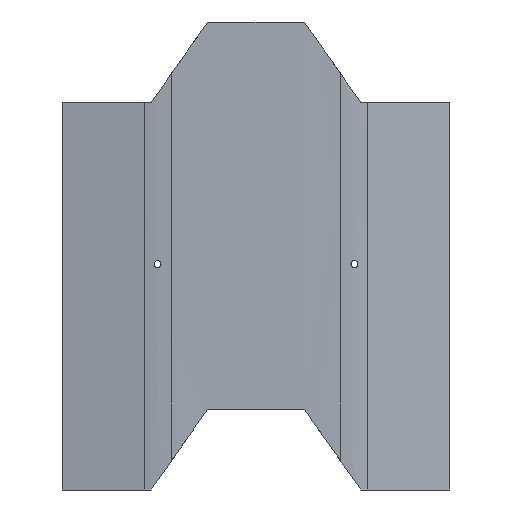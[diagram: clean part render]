
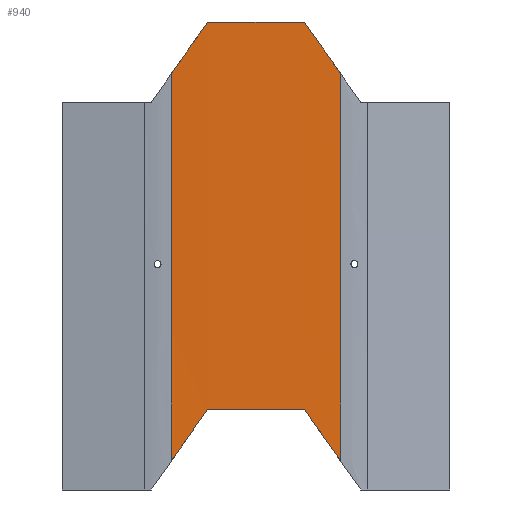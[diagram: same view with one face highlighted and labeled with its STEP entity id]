
A CAD part, front view. The second image highlights one B-rep face of the part: STEP entity #940.
In plain terms, the highlighted cylindrical face has radius 30000 mm (diameter 60000 mm), a partial arc.
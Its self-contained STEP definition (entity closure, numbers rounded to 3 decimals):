
#25=CYLINDRICAL_SURFACE('',#1035,30000.);
#40=ELLIPSE('',#1007,36623.238,30000.);
#42=ELLIPSE('',#1013,36623.238,30000.);
#43=ELLIPSE('',#1037,36623.238,30000.);
#44=ELLIPSE('',#1038,36623.238,30000.);
#70=CIRCLE('',#1034,30000.);
#71=CIRCLE('',#1036,30000.);
#108=FACE_OUTER_BOUND('',#167,.T.);
#167=EDGE_LOOP('',(#702,#703,#704,#705,#706,#707,#708,#709));
#220=LINE('',#1425,#294);
#238=LINE('',#1618,#312);
#294=VECTOR('',#1125,10.);
#312=VECTOR('',#1201,10.);
#393=VERTEX_POINT('',#1410);
#394=VERTEX_POINT('',#1412);
#396=VERTEX_POINT('',#1423);
#404=VERTEX_POINT('',#1446);
#425=VERTEX_POINT('',#1564);
#428=VERTEX_POINT('',#1613);
#429=VERTEX_POINT('',#1615);
#430=VERTEX_POINT('',#1617);
#488=EDGE_CURVE('',#394,#393,#40,.T.);
#492=EDGE_CURVE('',#393,#396,#220,.T.);
#501=EDGE_CURVE('',#396,#404,#42,.T.);
#531=EDGE_CURVE('',#394,#425,#70,.T.);
#535=EDGE_CURVE('',#428,#404,#71,.T.);
#536=EDGE_CURVE('',#428,#429,#43,.T.);
#537=EDGE_CURVE('',#429,#430,#238,.T.);
#538=EDGE_CURVE('',#430,#425,#44,.T.);
#702=ORIENTED_EDGE('',*,*,#488,.T.);
#703=ORIENTED_EDGE('',*,*,#492,.T.);
#704=ORIENTED_EDGE('',*,*,#501,.T.);
#705=ORIENTED_EDGE('',*,*,#535,.F.);
#706=ORIENTED_EDGE('',*,*,#536,.T.);
#707=ORIENTED_EDGE('',*,*,#537,.T.);
#708=ORIENTED_EDGE('',*,*,#538,.T.);
#709=ORIENTED_EDGE('',*,*,#531,.F.);
#940=ADVANCED_FACE('',(#108),#25,.F.);
#1007=AXIS2_PLACEMENT_3D('',#1413,#1119,#1120);
#1013=AXIS2_PLACEMENT_3D('',#1453,#1137,#1138);
#1034=AXIS2_PLACEMENT_3D('',#1565,#1193,#1194);
#1035=AXIS2_PLACEMENT_3D('',#1612,#1195,#1196);
#1036=AXIS2_PLACEMENT_3D('',#1614,#1197,#1198);
#1037=AXIS2_PLACEMENT_3D('',#1616,#1199,#1200);
#1038=AXIS2_PLACEMENT_3D('',#1619,#1202,#1203);
#1119=DIRECTION('center_axis',(0.819,0.,-0.574));
#1120=DIRECTION('ref_axis',(0.574,0.,0.819));
#1125=DIRECTION('',(1.,0.,0.));
#1137=DIRECTION('center_axis',(-0.819,0.,-0.574));
#1138=DIRECTION('ref_axis',(-0.574,0.,0.819));
#1193=DIRECTION('center_axis',(1.,0.,0.));
#1194=DIRECTION('ref_axis',(0.,1.,-0.006));
#1195=DIRECTION('center_axis',(1.,0.,0.));
#1196=DIRECTION('ref_axis',(0.,1.,0.));
#1197=DIRECTION('center_axis',(-1.,0.,0.));
#1198=DIRECTION('ref_axis',(0.,1.,-0.006));
#1199=DIRECTION('center_axis',(0.819,0.,0.574));
#1200=DIRECTION('ref_axis',(-0.574,0.,0.819));
#1201=DIRECTION('',(-1.,0.,0.));
#1202=DIRECTION('center_axis',(-0.819,0.,0.574));
#1203=DIRECTION('ref_axis',(0.574,0.,0.819));
#1410=CARTESIAN_POINT('',(-30.,-0.77,-215.));
#1412=CARTESIAN_POINT('',(-52.447,-1.017,-247.058));
#1413=CARTESIAN_POINT('Origin',(120.545,-30000.,0.));
#1423=CARTESIAN_POINT('',(30.,-0.77,-215.));
#1425=CARTESIAN_POINT('',(0.,-0.77,-215.));
#1446=CARTESIAN_POINT('',(52.447,-1.017,-247.058));
#1453=CARTESIAN_POINT('Origin',(-120.545,-30000.,0.));
#1564=CARTESIAN_POINT('',(-52.447,-0.001,-7.058));
#1565=CARTESIAN_POINT('Origin',(-52.447,-30000.,0.));
#1612=CARTESIAN_POINT('Origin',(0.,-30000.,0.));
#1613=CARTESIAN_POINT('',(52.447,-0.001,-7.058));
#1614=CARTESIAN_POINT('Origin',(52.447,-30000.,0.));
#1615=CARTESIAN_POINT('',(30.,-0.01,25.));
#1616=CARTESIAN_POINT('Origin',(47.505,-30000.,0.));
#1617=CARTESIAN_POINT('',(-30.,-0.01,25.));
#1618=CARTESIAN_POINT('',(0.,-0.01,25.));
#1619=CARTESIAN_POINT('Origin',(-47.505,-30000.,0.));
